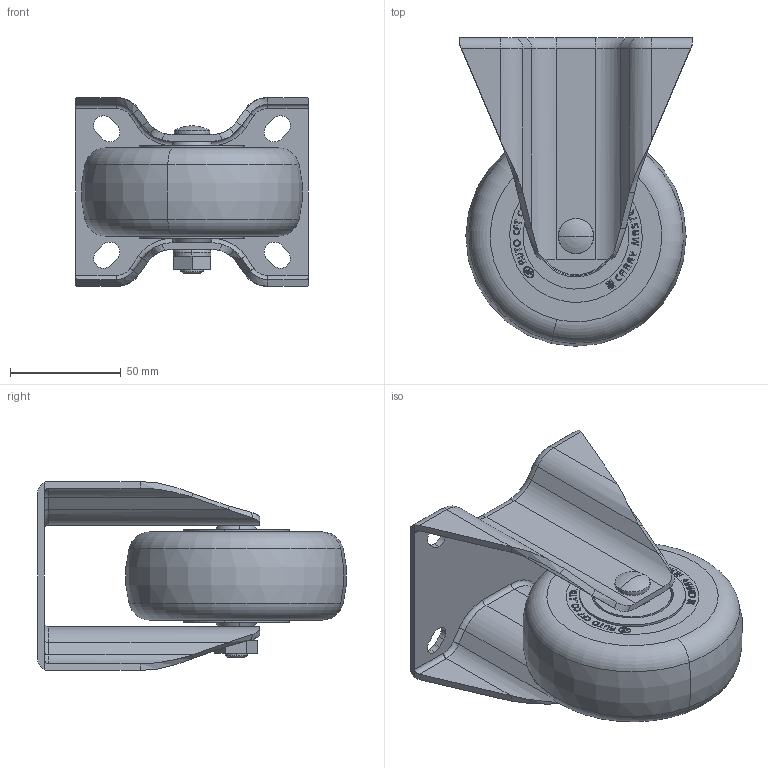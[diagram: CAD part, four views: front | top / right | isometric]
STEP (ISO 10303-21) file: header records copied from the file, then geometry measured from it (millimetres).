
FILE_DESCRIPTION (( 'STEP AP203' ), '1' );
FILE_NAME ('ACLMU-100RF.STEP', '2015-09-23T07:05:31', ( 'WON SINCHUL' ), ( 'Hewlett-Packard Company' ), 'SwSTEP 2.0', 'SolidWorks 2015', '' );
FILE_SCHEMA (( 'CONFIG_CONTROL_DESIGN' ));
Length unit declared in the file: millimetre
Products named in the file (1): ACLMU-100RF
Bounding box: 105.26 x 139.58 x 85.48 mm (x, y, z)
Volume: 382806.2 mm3; surface area: 112934.5 mm2
Topology: 7 solids, 7 shells, 1129 faces, 3027 edges, 1987 vertices
Faces by surface type: plane 597, bspline 322, cylinder 156, torus 32, cone 22
Entity records: 40396 total; most frequent: CARTESIAN_POINT 13886, ORIENTED_EDGE 6050, DIRECTION 4403, EDGE_CURVE 3025, VERTEX_POINT 1987, LINE 1943, VECTOR 1943, EDGE_LOOP 1260
